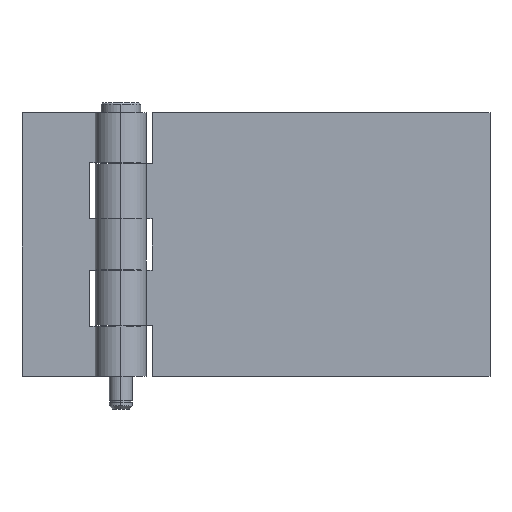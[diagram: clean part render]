
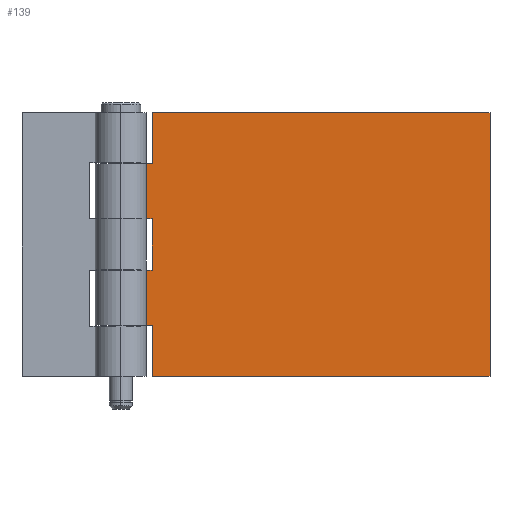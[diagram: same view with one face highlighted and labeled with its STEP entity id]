
A CAD part, top view. The second image highlights one B-rep face of the part: STEP entity #139.
In plain terms, the highlighted face is planar.
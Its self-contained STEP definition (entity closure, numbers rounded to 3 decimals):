
#31 = VERTEX_POINT ( 'NONE', #825 ) ;
#36 = EDGE_CURVE ( 'NONE', #31, #141, #819, .T. ) ;
#70 = EDGE_CURVE ( 'NONE', #141, #74, #767, .T. ) ;
#74 = VERTEX_POINT ( 'NONE', #953 ) ;
#75 = EDGE_CURVE ( 'NONE', #129, #111, #952, .T. ) ;
#84 = EDGE_CURVE ( 'NONE', #31, #115, #934, .T. ) ;
#111 = VERTEX_POINT ( 'NONE', #900 ) ;
#115 = VERTEX_POINT ( 'NONE', #713 ) ;
#120 = EDGE_CURVE ( 'NONE', #148, #124, #885, .T. ) ;
#124 = VERTEX_POINT ( 'NONE', #875 ) ;
#129 = VERTEX_POINT ( 'NONE', #863 ) ;
#139 = ADVANCED_FACE ( 'NONE', ( #854 ), #853, .F. ) ;
#140 = EDGE_LOOP ( 'NONE', ( #233, #332, #159, #231, #234, #223, #210, #211, #212, #236, #238, #239 ) ) ;
#141 = VERTEX_POINT ( 'NONE', #848 ) ;
#148 = VERTEX_POINT ( 'NONE', #833 ) ;
#158 = VERTEX_POINT ( 'NONE', #1119 ) ;
#159 = ORIENTED_EDGE ( 'NONE', *, *, #120, .F. ) ;
#160 = VERTEX_POINT ( 'NONE', #1118 ) ;
#161 = EDGE_CURVE ( 'NONE', #182, #124, #1021, .T. ) ;
#169 = EDGE_CURVE ( 'NONE', #158, #182, #1042, .T. ) ;
#182 = VERTEX_POINT ( 'NONE', #1107 ) ;
#191 = EDGE_CURVE ( 'NONE', #148, #160, #978, .T. ) ;
#210 = ORIENTED_EDGE ( 'NONE', *, *, #36, .T. ) ;
#211 = ORIENTED_EDGE ( 'NONE', *, *, #70, .T. ) ;
#212 = ORIENTED_EDGE ( 'NONE', *, *, #235, .T. ) ;
#213 = VERTEX_POINT ( 'NONE', #1085 ) ;
#214 = EDGE_CURVE ( 'NONE', #129, #158, #1084, .T. ) ;
#223 = ORIENTED_EDGE ( 'NONE', *, *, #84, .F. ) ;
#231 = ORIENTED_EDGE ( 'NONE', *, *, #191, .T. ) ;
#232 = EDGE_CURVE ( 'NONE', #160, #115, #1070, .T. ) ;
#233 = ORIENTED_EDGE ( 'NONE', *, *, #169, .T. ) ;
#234 = ORIENTED_EDGE ( 'NONE', *, *, #232, .T. ) ;
#235 = EDGE_CURVE ( 'NONE', #74, #213, #1066, .T. ) ;
#236 = ORIENTED_EDGE ( 'NONE', *, *, #237, .T. ) ;
#237 = EDGE_CURVE ( 'NONE', #213, #111, #1062, .T. ) ;
#238 = ORIENTED_EDGE ( 'NONE', *, *, #75, .F. ) ;
#239 = ORIENTED_EDGE ( 'NONE', *, *, #214, .T. ) ;
#332 = ORIENTED_EDGE ( 'NONE', *, *, #161, .T. ) ;
#713 = CARTESIAN_POINT ( 'NONE',  ( 9.5, 80., 3.75 ) ) ;
#767 = LINE ( 'NONE', #956, #955 ) ;
#816 = DIRECTION ( 'NONE',  ( 0., -1., 0. ) ) ;
#817 = VECTOR ( 'NONE', #816, 1000. ) ;
#818 = CARTESIAN_POINT ( 'NONE',  ( 112., 80., 3.75 ) ) ;
#819 = LINE ( 'NONE', #818, #817 ) ;
#825 = CARTESIAN_POINT ( 'NONE',  ( 112., 80., 3.75 ) ) ;
#833 = CARTESIAN_POINT ( 'NONE',  ( 6.782, 64.5, 3.75 ) ) ;
#848 = CARTESIAN_POINT ( 'NONE',  ( 112., 0., 3.75 ) ) ;
#849 = DIRECTION ( 'NONE',  ( 1., 0., 0. ) ) ;
#850 = DIRECTION ( 'NONE',  ( 0., 0., 1. ) ) ;
#851 = CARTESIAN_POINT ( 'NONE',  ( 112., 80., 3.75 ) ) ;
#852 = AXIS2_PLACEMENT_3D ( 'NONE', #851, #850, #849 ) ;
#853 = PLANE ( 'NONE',  #852 ) ;
#854 = FACE_OUTER_BOUND ( 'NONE', #140, .T. ) ;
#863 = CARTESIAN_POINT ( 'NONE',  ( 6.782, 32.2, 3.75 ) ) ;
#875 = CARTESIAN_POINT ( 'NONE',  ( 6.782, 47.8, 3.75 ) ) ;
#882 = DIRECTION ( 'NONE',  ( 0., -1., 0. ) ) ;
#883 = VECTOR ( 'NONE', #882, 1000. ) ;
#884 = CARTESIAN_POINT ( 'NONE',  ( 6.782, 80., 3.75 ) ) ;
#885 = LINE ( 'NONE', #884, #883 ) ;
#900 = CARTESIAN_POINT ( 'NONE',  ( 6.782, 15.5, 3.75 ) ) ;
#931 = DIRECTION ( 'NONE',  ( -1., 0., 0. ) ) ;
#932 = VECTOR ( 'NONE', #931, 1000. ) ;
#933 = CARTESIAN_POINT ( 'NONE',  ( 112., 80., 3.75 ) ) ;
#934 = LINE ( 'NONE', #933, #932 ) ;
#949 = DIRECTION ( 'NONE',  ( 0., -1., 0. ) ) ;
#950 = VECTOR ( 'NONE', #949, 1000. ) ;
#951 = CARTESIAN_POINT ( 'NONE',  ( 6.782, 80., 3.75 ) ) ;
#952 = LINE ( 'NONE', #951, #950 ) ;
#953 = CARTESIAN_POINT ( 'NONE',  ( 9.5, 0., 3.75 ) ) ;
#954 = DIRECTION ( 'NONE',  ( -1., 0., 0. ) ) ;
#955 = VECTOR ( 'NONE', #954, 1000. ) ;
#956 = CARTESIAN_POINT ( 'NONE',  ( 112., 0., 3.75 ) ) ;
#975 = DIRECTION ( 'NONE',  ( 1., 0., 0. ) ) ;
#976 = VECTOR ( 'NONE', #975, 1000. ) ;
#977 = CARTESIAN_POINT ( 'NONE',  ( 112., 64.5, 3.75 ) ) ;
#978 = LINE ( 'NONE', #977, #976 ) ;
#1018 = DIRECTION ( 'NONE',  ( -1., 0., 0. ) ) ;
#1019 = VECTOR ( 'NONE', #1018, 1000. ) ;
#1020 = CARTESIAN_POINT ( 'NONE',  ( 112., 47.8, 3.75 ) ) ;
#1021 = LINE ( 'NONE', #1020, #1019 ) ;
#1039 = DIRECTION ( 'NONE',  ( 0., 1., 0. ) ) ;
#1040 = VECTOR ( 'NONE', #1039, 1000. ) ;
#1041 = CARTESIAN_POINT ( 'NONE',  ( 9.5, 80., 3.75 ) ) ;
#1042 = LINE ( 'NONE', #1041, #1040 ) ;
#1059 = DIRECTION ( 'NONE',  ( -1., 0., 0. ) ) ;
#1060 = VECTOR ( 'NONE', #1059, 1000. ) ;
#1061 = CARTESIAN_POINT ( 'NONE',  ( 112., 15.5, 3.75 ) ) ;
#1062 = LINE ( 'NONE', #1061, #1060 ) ;
#1063 = DIRECTION ( 'NONE',  ( 0., 1., 0. ) ) ;
#1064 = VECTOR ( 'NONE', #1063, 1000. ) ;
#1065 = CARTESIAN_POINT ( 'NONE',  ( 9.5, 80., 3.75 ) ) ;
#1066 = LINE ( 'NONE', #1065, #1064 ) ;
#1067 = DIRECTION ( 'NONE',  ( 0., 1., 0. ) ) ;
#1068 = VECTOR ( 'NONE', #1067, 1000. ) ;
#1069 = CARTESIAN_POINT ( 'NONE',  ( 9.5, 80., 3.75 ) ) ;
#1070 = LINE ( 'NONE', #1069, #1068 ) ;
#1081 = DIRECTION ( 'NONE',  ( 1., 0., 0. ) ) ;
#1082 = VECTOR ( 'NONE', #1081, 1000. ) ;
#1083 = CARTESIAN_POINT ( 'NONE',  ( 112., 32.2, 3.75 ) ) ;
#1084 = LINE ( 'NONE', #1083, #1082 ) ;
#1085 = CARTESIAN_POINT ( 'NONE',  ( 9.5, 15.5, 3.75 ) ) ;
#1107 = CARTESIAN_POINT ( 'NONE',  ( 9.5, 47.8, 3.75 ) ) ;
#1118 = CARTESIAN_POINT ( 'NONE',  ( 9.5, 64.5, 3.75 ) ) ;
#1119 = CARTESIAN_POINT ( 'NONE',  ( 9.5, 32.2, 3.75 ) ) ;
